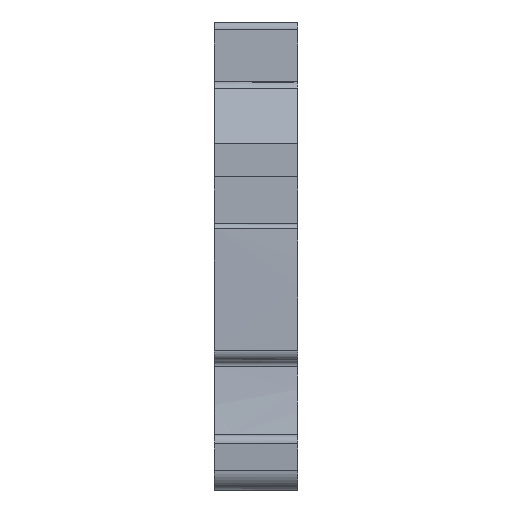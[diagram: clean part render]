
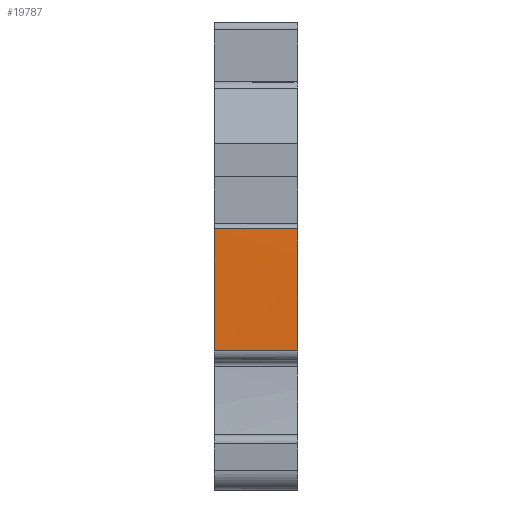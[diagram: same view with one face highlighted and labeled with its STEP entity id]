
A CAD part, front view. The second image highlights one B-rep face of the part: STEP entity #19787.
In plain terms, the highlighted cylindrical face has radius 250 mm (diameter 500 mm), a partial arc.
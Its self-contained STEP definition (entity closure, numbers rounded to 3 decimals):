
#7540=AXIS2_PLACEMENT_3D('Circle Axis2P3D',#7538,#7539,$) ;
#7547=AXIS2_PLACEMENT_3D('Circle Axis2P3D',#7545,#7546,$) ;
#19773=AXIS2_PLACEMENT_3D('Cylinder Axis2P3D',#19770,#19771,#19772) ;
#7535=CARTESIAN_POINT('Vertex',(8.1,1.749,25.2)) ;
#7538=CARTESIAN_POINT('Axis2P3D Location',(8.1,251.616,17.05)) ;
#7542=CARTESIAN_POINT('Vertex',(8.1,1.616,16.95)) ;
#7545=CARTESIAN_POINT('Axis2P3D Location',(8.1,251.616,17.05)) ;
#7549=CARTESIAN_POINT('Vertex',(8.1,1.642,13.45)) ;
#14663=CARTESIAN_POINT('Vertex',(0.05,1.642,13.45)) ;
#14667=CARTESIAN_POINT('Control Point',(0.05,1.749,25.2)) ;
#14668=CARTESIAN_POINT('Control Point',(0.05,1.672,22.851)) ;
#14669=CARTESIAN_POINT('Control Point',(0.05,1.623,20.501)) ;
#14670=CARTESIAN_POINT('Control Point',(0.05,1.602,18.151)) ;
#14671=CARTESIAN_POINT('Control Point',(0.05,1.608,15.8)) ;
#14672=CARTESIAN_POINT('Control Point',(0.05,1.642,13.45)) ;
#14673=CARTESIAN_POINT('Vertex',(0.05,1.749,25.2)) ;
#19755=CARTESIAN_POINT('Line Origine',(4.075,1.749,25.2)) ;
#19770=CARTESIAN_POINT('Axis2P3D Location',(4.05,251.616,17.05)) ;
#19775=CARTESIAN_POINT('Line Origine',(4.05,1.642,13.45)) ;
#7539=DIRECTION('Axis2P3D Direction',(1.,0.,0.)) ;
#7546=DIRECTION('Axis2P3D Direction',(1.,0.,0.)) ;
#19756=DIRECTION('Vector Direction',(1.,0.,0.)) ;
#19771=DIRECTION('Axis2P3D Direction',(1.,0.,0.)) ;
#19772=DIRECTION('Axis2P3D XDirection',(0.,-0.999,0.033)) ;
#19776=DIRECTION('Vector Direction',(1.,0.,0.)) ;
#19757=VECTOR('Line Direction',#19756,1.) ;
#19777=VECTOR('Line Direction',#19776,1.) ;
#19781=ORIENTED_EDGE('',*,*,#19779,.T.) ;
#19782=ORIENTED_EDGE('',*,*,#7551,.F.) ;
#19783=ORIENTED_EDGE('',*,*,#7544,.F.) ;
#19784=ORIENTED_EDGE('',*,*,#19759,.F.) ;
#19785=ORIENTED_EDGE('',*,*,#14675,.F.) ;
#19787=ADVANCED_FACE('PartBody',(#19786),#19774,.T.) ;
#14666=B_SPLINE_CURVE_WITH_KNOTS('',5,(#14667,#14668,#14669,#14670,#14671,#14672),.UNSPECIFIED.,.F.,.U.,(6,6),(224.867,236.619),.UNSPECIFIED.) ;
#7541=CIRCLE('generated circle',#7540,250.) ;
#7548=CIRCLE('generated circle',#7547,250.) ;
#19774=CYLINDRICAL_SURFACE('generated cylinder',#19773,250.) ;
#7544=EDGE_CURVE('',#7536,#7543,#7541,.T.) ;
#7551=EDGE_CURVE('',#7543,#7550,#7548,.T.) ;
#14675=EDGE_CURVE('',#14664,#14674,#14666,.F.) ;
#19759=EDGE_CURVE('',#14674,#7536,#19758,.T.) ;
#19779=EDGE_CURVE('',#14664,#7550,#19778,.T.) ;
#19780=EDGE_LOOP('',(#19781,#19782,#19783,#19784,#19785)) ;
#19786=FACE_OUTER_BOUND('',#19780,.T.) ;
#19758=LINE('Line',#19755,#19757) ;
#19778=LINE('Line',#19775,#19777) ;
#7536=VERTEX_POINT('',#7535) ;
#7543=VERTEX_POINT('',#7542) ;
#7550=VERTEX_POINT('',#7549) ;
#14664=VERTEX_POINT('',#14663) ;
#14674=VERTEX_POINT('',#14673) ;
